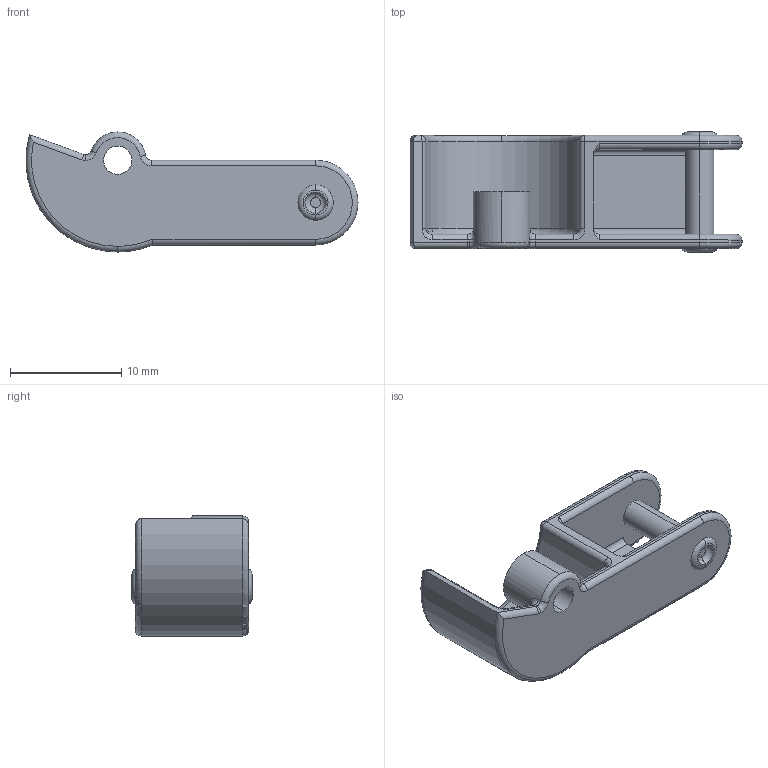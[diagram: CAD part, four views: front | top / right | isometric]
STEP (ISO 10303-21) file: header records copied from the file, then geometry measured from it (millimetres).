
FILE_DESCRIPTION (( 'STEP AP214' ), '1' );
FILE_NAME ('firstfingerlinkL.STEP', '2014-04-10T19:43:11', ( 'Xing Gao' ), ( 'MathWorks' ), 'SwSTEP 2.0', 'SolidWorks 2013', '' );
FILE_SCHEMA (( 'AUTOMOTIVE_DESIGN' ));
Length unit declared in the file: centimetre
Products named in the file (1): firstfingerlinkL
Bounding box: 29.83 x 10.79 x 10.79 mm (x, y, z)
Volume: 925.6 mm3; surface area: 1507.6 mm2
Topology: 1 solids, 1 shells, 84 faces, 198 edges, 116 vertices
Faces by surface type: cylinder 31, torus 28, plane 15, bspline 6, sphere 4
Entity records: 3588 total; most frequent: CARTESIAN_POINT 679, DIRECTION 454, ORIENTED_EDGE 388, AXIS2_PLACEMENT_3D 199, EDGE_CURVE 194, CIRCLE 120, VERTEX_POINT 116, EDGE_LOOP 92
